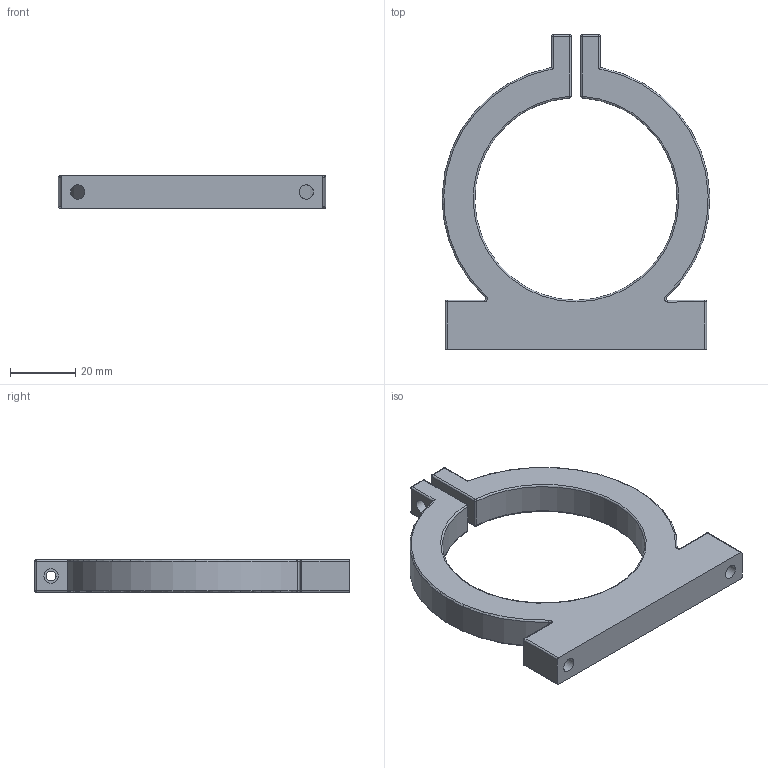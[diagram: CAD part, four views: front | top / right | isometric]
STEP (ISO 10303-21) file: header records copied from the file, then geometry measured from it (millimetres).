
FILE_DESCRIPTION(('FreeCAD Model'),'2;1');
FILE_NAME('Accroche Défonceuse Bas.step', '2020-01-19T19:54:53',(''),(''),'Open CASCADE STEP processor 7.2', 'FreeCAD','Unknown');
FILE_SCHEMA(('AUTOMOTIVE_DESIGN { 1 0 10303 214 1 1 1 1 }'));
Length unit declared in the file: millimetre
Products named in the file (1): Support_Drill_Bas
Bounding box: 81.98 x 96.31 x 10 mm (x, y, z)
Volume: 31150.7 mm3; surface area: 12377.8 mm2
Topology: 1 solids, 1 shells, 76 faces, 178 edges, 88 vertices
Faces by surface type: cylinder 37, sphere 16, plane 13, torus 10
Full cylindrical faces by diameter (mm): 3 x1, 4.4 x3
Entity records: 4393 total; most frequent: CARTESIAN_POINT 937, DIRECTION 707, LINE 363, VECTOR 363, ORIENTED_EDGE 324, PCURVE 324, DEFINITIONAL_REPRESENTATION 324, AXIS2_PLACEMENT_3D 165
